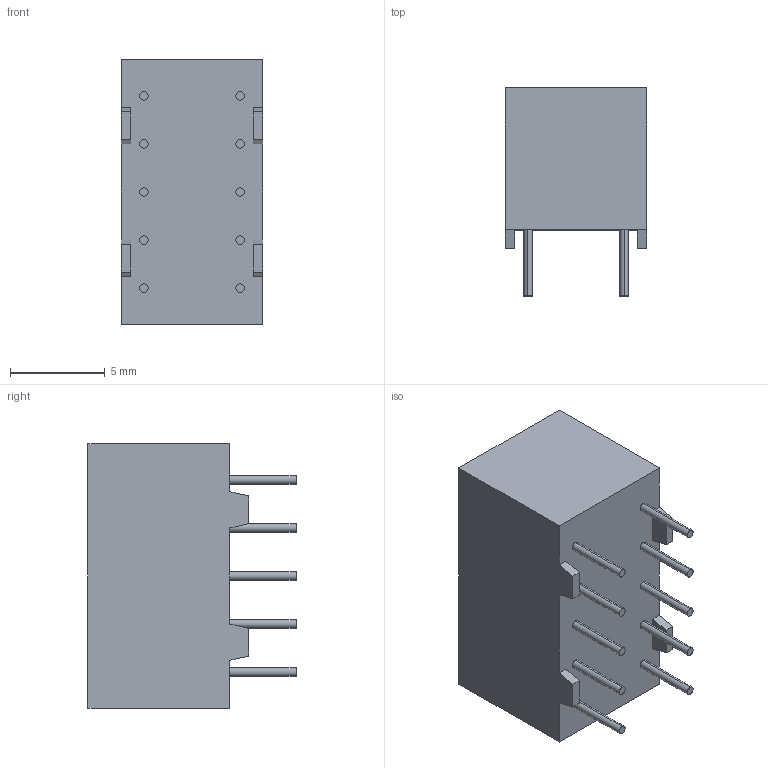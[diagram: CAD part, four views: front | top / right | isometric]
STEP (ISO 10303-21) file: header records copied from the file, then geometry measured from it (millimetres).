
FILE_DESCRIPTION (( 'STEP AP214' ), '1' );
FILE_NAME ('Led 7 Segment Red 3161AS (Through Hole).STEP', '2022-10-30T06:57:12', ( '' ), ( '' ), 'SwSTEP 2.0', 'SolidWorks 2022', '' );
FILE_SCHEMA (( 'AUTOMOTIVE_DESIGN' ));
Length unit declared in the file: millimetre
Products named in the file (1): Led 7 Segment Red 3161AS (Through Hole)
Bounding box: 7.5 x 11 x 14 mm (x, y, z)
Volume: 793.9 mm3; surface area: 609.1 mm2
Topology: 1 solids, 1 shells, 213 faces, 555 edges, 370 vertices
Faces by surface type: plane 127, bspline 56, cylinder 30
Entity records: 10838 total; most frequent: CARTESIAN_POINT 3675, ORIENTED_EDGE 1110, DIRECTION 819, EDGE_CURVE 555, LINE 383, VECTOR 383, VERTEX_POINT 370, EDGE_LOOP 239
